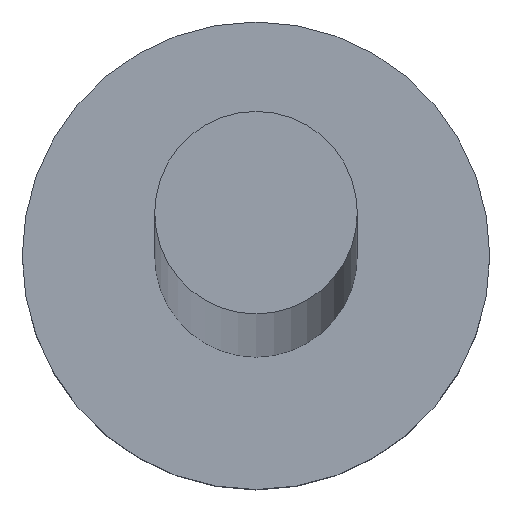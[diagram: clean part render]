
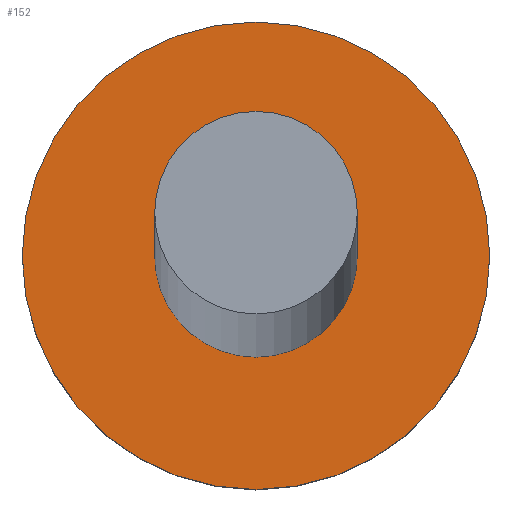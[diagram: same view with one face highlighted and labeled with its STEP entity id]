
A CAD part, top view. The second image highlights one B-rep face of the part: STEP entity #152.
In plain terms, the highlighted planar face has unit normal (0, 0, 1).
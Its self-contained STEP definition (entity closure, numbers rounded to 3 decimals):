
#2 = AXIS2_PLACEMENT_3D ( 'NONE', #83, #50, #74 ) ;
#5 = EDGE_CURVE ( 'NONE', #15, #94, #222, .T. ) ;
#8 = AXIS2_PLACEMENT_3D ( 'NONE', #149, #109, #88 ) ;
#9 = AXIS2_PLACEMENT_3D ( 'NONE', #238, #17, #171 ) ;
#10 = CARTESIAN_POINT ( 'NONE',  ( -1.5, 0., 1.5 ) ) ;
#13 = EDGE_CURVE ( 'NONE', #246, #126, #97, .T. ) ;
#15 = VERTEX_POINT ( 'NONE', #10 ) ;
#17 = DIRECTION ( 'NONE',  ( 0., 0., 1. ) ) ;
#19 = AXIS2_PLACEMENT_3D ( 'NONE', #217, #148, #189 ) ;
#39 = CARTESIAN_POINT ( 'NONE',  ( -0.65, 0., 1.5 ) ) ;
#50 = DIRECTION ( 'NONE',  ( 0., 0., 1. ) ) ;
#51 = ORIENTED_EDGE ( 'NONE', *, *, #5, .T. ) ;
#55 = CARTESIAN_POINT ( 'NONE',  ( 0., 0., 1.5 ) ) ;
#62 = EDGE_CURVE ( 'NONE', #94, #15, #165, .T. ) ;
#74 = DIRECTION ( 'NONE',  ( 1., 0., 0. ) ) ;
#83 = CARTESIAN_POINT ( 'NONE',  ( 0., 0., 1.5 ) ) ;
#86 = ORIENTED_EDGE ( 'NONE', *, *, #163, .F. ) ;
#87 = CARTESIAN_POINT ( 'NONE',  ( 1.5, 0., 1.5 ) ) ;
#88 = DIRECTION ( 'NONE',  ( 1., 0., 0. ) ) ;
#94 = VERTEX_POINT ( 'NONE', #87 ) ;
#95 = FACE_OUTER_BOUND ( 'NONE', #212, .T. ) ;
#97 = CIRCLE ( 'NONE', #2, 0.65 ) ;
#102 = AXIS2_PLACEMENT_3D ( 'NONE', #55, #235, #237 ) ;
#109 = DIRECTION ( 'NONE',  ( 0., 0., 1. ) ) ;
#126 = VERTEX_POINT ( 'NONE', #255 ) ;
#144 = ORIENTED_EDGE ( 'NONE', *, *, #13, .F. ) ;
#148 = DIRECTION ( 'NONE',  ( 0., 0., 1. ) ) ;
#149 = CARTESIAN_POINT ( 'NONE',  ( 0., 0., 1.5 ) ) ;
#151 = PLANE ( 'NONE',  #9 ) ;
#152 = ADVANCED_FACE ( 'NONE', ( #196, #95 ), #151, .T. ) ;
#163 = EDGE_CURVE ( 'NONE', #126, #246, #181, .T. ) ;
#165 = CIRCLE ( 'NONE', #19, 1.5 ) ;
#171 = DIRECTION ( 'NONE',  ( 1., 0., 0. ) ) ;
#181 = CIRCLE ( 'NONE', #102, 0.65 ) ;
#189 = DIRECTION ( 'NONE',  ( 1., 0., 0. ) ) ;
#190 = EDGE_LOOP ( 'NONE', ( #144, #86 ) ) ;
#196 = FACE_BOUND ( 'NONE', #190, .T. ) ;
#212 = EDGE_LOOP ( 'NONE', ( #51, #242 ) ) ;
#217 = CARTESIAN_POINT ( 'NONE',  ( 0., 0., 1.5 ) ) ;
#222 = CIRCLE ( 'NONE', #8, 1.5 ) ;
#235 = DIRECTION ( 'NONE',  ( 0., 0., 1. ) ) ;
#237 = DIRECTION ( 'NONE',  ( 1., 0., 0. ) ) ;
#238 = CARTESIAN_POINT ( 'NONE',  ( 0., 0., 1.5 ) ) ;
#242 = ORIENTED_EDGE ( 'NONE', *, *, #62, .T. ) ;
#246 = VERTEX_POINT ( 'NONE', #39 ) ;
#255 = CARTESIAN_POINT ( 'NONE',  ( 0.65, 0., 1.5 ) ) ;
